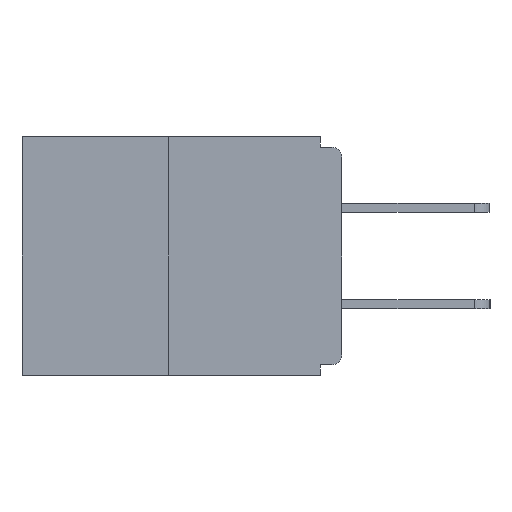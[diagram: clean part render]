
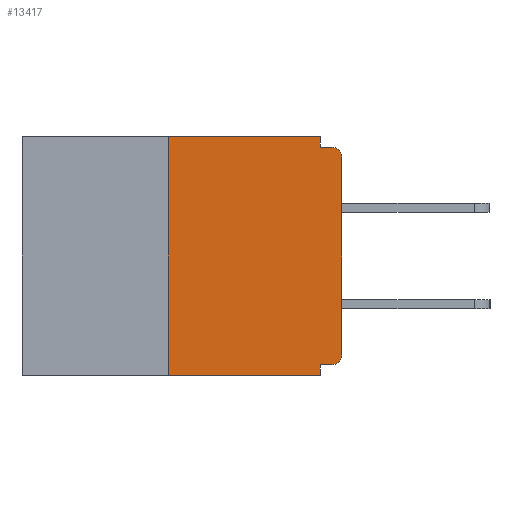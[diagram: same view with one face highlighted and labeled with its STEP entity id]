
A CAD part, left-side view. The second image highlights one B-rep face of the part: STEP entity #13417.
In plain terms, the highlighted planar face has unit normal (-1, 0, 0).
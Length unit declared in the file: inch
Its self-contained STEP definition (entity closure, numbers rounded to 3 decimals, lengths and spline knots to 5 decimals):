
#18 = CIRCLE ( 'NONE', #11759, 0.015 ) ;
#194 = DIRECTION ( 'NONE',  ( -1., 0., 0. ) ) ;
#247 = LINE ( 'NONE', #12324, #5659 ) ;
#596 = ORIENTED_EDGE ( 'NONE', *, *, #12464, .F. ) ;
#1166 = VERTEX_POINT ( 'NONE', #3971 ) ;
#1391 = VERTEX_POINT ( 'NONE', #6924 ) ;
#1556 = LINE ( 'NONE', #5215, #12742 ) ;
#1798 = AXIS2_PLACEMENT_3D ( 'NONE', #5536, #10899, #5481 ) ;
#1893 = CARTESIAN_POINT ( 'NONE',  ( 0., 0.031, 0. ) ) ;
#1946 = CARTESIAN_POINT ( 'NONE',  ( 0., 0.25, -0.343 ) ) ;
#2234 = CIRCLE ( 'NONE', #1798, 0.015 ) ;
#2352 = LINE ( 'NONE', #5884, #10642 ) ;
#2407 = VERTEX_POINT ( 'NONE', #9564 ) ;
#2411 = PLANE ( 'NONE',  #7961 ) ;
#2526 = EDGE_CURVE ( 'NONE', #1166, #4733, #4601, .T. ) ;
#2609 = ORIENTED_EDGE ( 'NONE', *, *, #9274, .F. ) ;
#2933 = EDGE_CURVE ( 'NONE', #12485, #7690, #1556, .T. ) ;
#3241 = ORIENTED_EDGE ( 'NONE', *, *, #9312, .F. ) ;
#3328 = CARTESIAN_POINT ( 'NONE',  ( 0., 0., 0. ) ) ;
#3707 = EDGE_CURVE ( 'NONE', #7472, #7532, #8810, .T. ) ;
#3971 = CARTESIAN_POINT ( 'NONE',  ( 0., 0., -0.313 ) ) ;
#4101 = VERTEX_POINT ( 'NONE', #1893 ) ;
#4133 = CARTESIAN_POINT ( 'NONE',  ( 0., 0.25, 0. ) ) ;
#4458 = ORIENTED_EDGE ( 'NONE', *, *, #6455, .T. ) ;
#4601 = LINE ( 'NONE', #3328, #12217 ) ;
#4733 = VERTEX_POINT ( 'NONE', #8264 ) ;
#5056 = CARTESIAN_POINT ( 'NONE',  ( 0., 0., -0.015 ) ) ;
#5215 = CARTESIAN_POINT ( 'NONE',  ( 0., 0.25, 0. ) ) ;
#5431 = CARTESIAN_POINT ( 'NONE',  ( 0., 0., -0.328 ) ) ;
#5436 = VECTOR ( 'NONE', #11467, 39.37008 ) ;
#5481 = DIRECTION ( 'NONE',  ( 0., 0., -1. ) ) ;
#5536 = CARTESIAN_POINT ( 'NONE',  ( 0., 0.015, -0.313 ) ) ;
#5583 = DIRECTION ( 'NONE',  ( 0., 0., 1. ) ) ;
#5659 = VECTOR ( 'NONE', #7962, 39.37008 ) ;
#5830 = DIRECTION ( 'NONE',  ( 0., -1., 0. ) ) ;
#5884 = CARTESIAN_POINT ( 'NONE',  ( 0., 0.46, 0. ) ) ;
#5987 = CARTESIAN_POINT ( 'NONE',  ( 0., 0.031, -0.343 ) ) ;
#6231 = DIRECTION ( 'NONE',  ( 0., -1., 0. ) ) ;
#6253 = DIRECTION ( 'NONE',  ( 0., 0., 1. ) ) ;
#6455 = EDGE_CURVE ( 'NONE', #12485, #1391, #247, .T. ) ;
#6529 = VECTOR ( 'NONE', #6231, 39.37008 ) ;
#6543 = ORIENTED_EDGE ( 'NONE', *, *, #11129, .F. ) ;
#6552 = DIRECTION ( 'NONE',  ( 0., 1., 0. ) ) ;
#6613 = VECTOR ( 'NONE', #7099, 39.37008 ) ;
#6724 = DIRECTION ( 'NONE',  ( 0., 0., -1. ) ) ;
#6924 = CARTESIAN_POINT ( 'NONE',  ( 0., 0.031, -0.343 ) ) ;
#7016 = EDGE_LOOP ( 'NONE', ( #6543, #11123, #4458, #2609, #7900, #12033, #7055, #11747, #596, #3241 ) ) ;
#7055 = ORIENTED_EDGE ( 'NONE', *, *, #2526, .T. ) ;
#7099 = DIRECTION ( 'NONE',  ( 0., 0., -1. ) ) ;
#7123 = CARTESIAN_POINT ( 'NONE',  ( 0., 0.031, -0.015 ) ) ;
#7472 = VERTEX_POINT ( 'NONE', #11530 ) ;
#7532 = VERTEX_POINT ( 'NONE', #9374 ) ;
#7690 = VERTEX_POINT ( 'NONE', #4133 ) ;
#7767 = DIRECTION ( 'NONE',  ( 0., 0., -1. ) ) ;
#7900 = ORIENTED_EDGE ( 'NONE', *, *, #3707, .F. ) ;
#7961 = AXIS2_PLACEMENT_3D ( 'NONE', #13321, #9012, #6724 ) ;
#7962 = DIRECTION ( 'NONE',  ( 0., -1., 0. ) ) ;
#8264 = CARTESIAN_POINT ( 'NONE',  ( 0., 0., -0.03 ) ) ;
#8403 = LINE ( 'NONE', #5056, #6529 ) ;
#8668 = LINE ( 'NONE', #12498, #5436 ) ;
#8810 = LINE ( 'NONE', #5431, #12717 ) ;
#9012 = DIRECTION ( 'NONE',  ( 1., 0., 0. ) ) ;
#9119 = EDGE_CURVE ( 'NONE', #7472, #1166, #2234, .T. ) ;
#9140 = EDGE_CURVE ( 'NONE', #4733, #2407, #18, .T. ) ;
#9274 = EDGE_CURVE ( 'NONE', #7532, #1391, #10031, .T. ) ;
#9312 = EDGE_CURVE ( 'NONE', #4101, #13033, #8668, .T. ) ;
#9374 = CARTESIAN_POINT ( 'NONE',  ( 0., 0.031, -0.328 ) ) ;
#9564 = CARTESIAN_POINT ( 'NONE',  ( 0., 0.015, -0.015 ) ) ;
#10031 = LINE ( 'NONE', #5987, #6613 ) ;
#10642 = VECTOR ( 'NONE', #5830, 39.37008 ) ;
#10899 = DIRECTION ( 'NONE',  ( -1., 0., 0. ) ) ;
#11123 = ORIENTED_EDGE ( 'NONE', *, *, #2933, .F. ) ;
#11129 = EDGE_CURVE ( 'NONE', #7690, #4101, #2352, .T. ) ;
#11467 = DIRECTION ( 'NONE',  ( 0., 0., -1. ) ) ;
#11530 = CARTESIAN_POINT ( 'NONE',  ( 0., 0.015, -0.328 ) ) ;
#11569 = FACE_OUTER_BOUND ( 'NONE', #7016, .T. ) ;
#11747 = ORIENTED_EDGE ( 'NONE', *, *, #9140, .T. ) ;
#11759 = AXIS2_PLACEMENT_3D ( 'NONE', #13076, #194, #7767 ) ;
#12033 = ORIENTED_EDGE ( 'NONE', *, *, #9119, .T. ) ;
#12217 = VECTOR ( 'NONE', #5583, 39.37008 ) ;
#12324 = CARTESIAN_POINT ( 'NONE',  ( 0., 0.46, -0.343 ) ) ;
#12464 = EDGE_CURVE ( 'NONE', #13033, #2407, #8403, .T. ) ;
#12485 = VERTEX_POINT ( 'NONE', #1946 ) ;
#12498 = CARTESIAN_POINT ( 'NONE',  ( 0., 0.031, 0. ) ) ;
#12717 = VECTOR ( 'NONE', #6552, 39.37008 ) ;
#12742 = VECTOR ( 'NONE', #6253, 39.37008 ) ;
#13033 = VERTEX_POINT ( 'NONE', #7123 ) ;
#13076 = CARTESIAN_POINT ( 'NONE',  ( 0., 0.015, -0.03 ) ) ;
#13321 = CARTESIAN_POINT ( 'NONE',  ( 0., 0.46, 0. ) ) ;
#13417 = ADVANCED_FACE ( 'NONE', ( #11569 ), #2411, .F. ) ;
